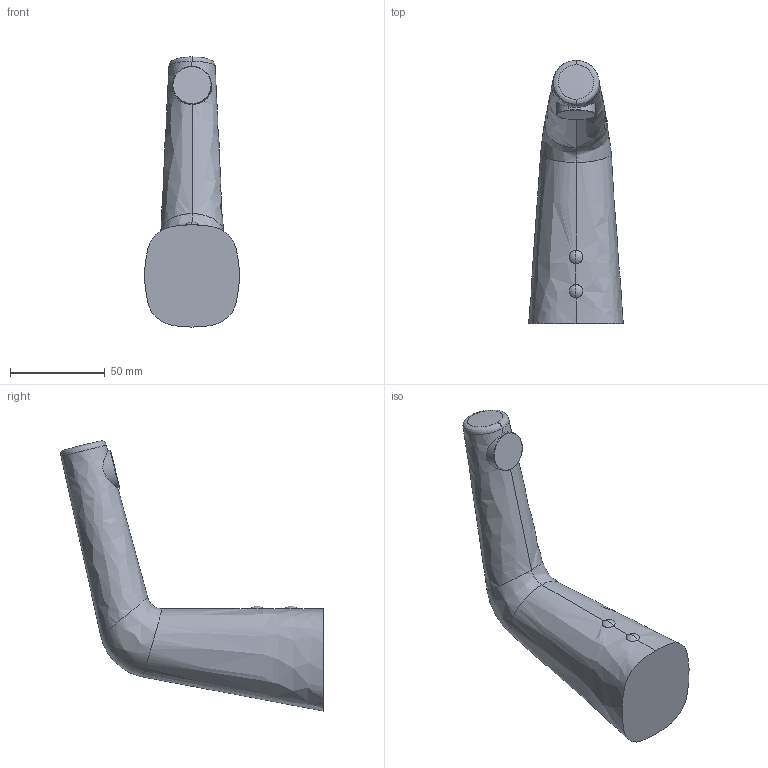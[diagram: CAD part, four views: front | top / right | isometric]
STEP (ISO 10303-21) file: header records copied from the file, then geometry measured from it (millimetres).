
FILE_DESCRIPTION (( 'STEP AP203' ), '1' );
FILE_NAME ('3014F(2017)+3014FT(2017)+51932201+51932211.STEP', '2017-06-07T11:51:53', ( '' ), ( '' ), 'SwSTEP 2.0', 'SolidWorks 2016', '' );
FILE_SCHEMA (( 'CONFIG_CONTROL_DESIGN' ));
Length unit declared in the file: millimetre
Products named in the file (1): 3014F(2017)+3014FT(2017)+51932201+51932211
Bounding box: 49.85 x 138.38 x 142.32 mm (x, y, z)
Volume: 226454 mm3; surface area: 26435.2 mm2
Topology: 1 solids, 1 shells, 23 faces, 61 edges, 40 vertices
Faces by surface type: bspline 9, sphere 4, cone 4, torus 2, cylinder 2, plane 2
Entity records: 2664 total; most frequent: CARTESIAN_POINT 2083, ORIENTED_EDGE 122, DIRECTION 79, EDGE_CURVE 61, VERTEX_POINT 40, AXIS2_PLACEMENT_3D 33, B_SPLINE_CURVE_WITH_KNOTS 30, ADVANCED_FACE 23
